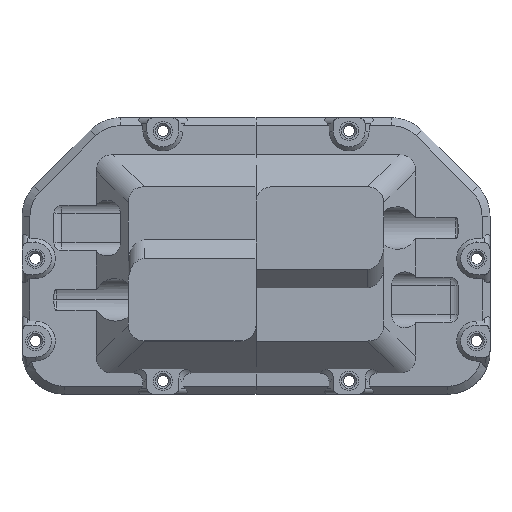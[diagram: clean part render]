
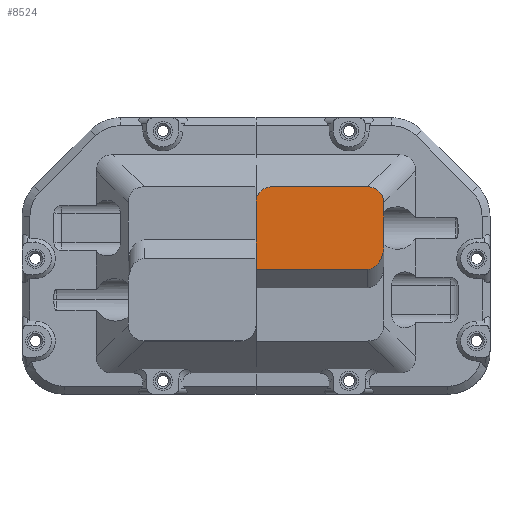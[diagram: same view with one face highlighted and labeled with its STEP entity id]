
A CAD part, top view. The second image highlights one B-rep face of the part: STEP entity #8524.
In plain terms, the highlighted planar face has unit normal (0, 0, 1).
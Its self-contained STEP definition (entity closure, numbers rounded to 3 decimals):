
#7720=CARTESIAN_POINT('',(0.,-5.,121.));
#7721=VERTEX_POINT('',#7720);
#7722=CARTESIAN_POINT('',(0.,20.,121.));
#7723=VERTEX_POINT('',#7722);
#7724=CARTESIAN_POINT('',(0.,-5.,121.));
#7725=DIRECTION('',(0.,1.,0.));
#7726=VECTOR('',#7725,25.);
#7727=LINE('',#7724,#7726);
#7728=EDGE_CURVE('',#7721,#7723,#7727,.T.);
#8467=CARTESIAN_POINT('',(48.,-18.,121.));
#8468=DIRECTION('',(0.,-0.,1.));
#8469=DIRECTION('',(0.,-1.,-0.));
#8470=AXIS2_PLACEMENT_3D('',#8467,#8468,#8469);
#8471=PLANE('',#8470);
#8472=CARTESIAN_POINT('',(42.,26.,121.));
#8473=VERTEX_POINT('',#8472);
#8474=CARTESIAN_POINT('',(6.,26.,121.));
#8475=VERTEX_POINT('',#8474);
#8476=CARTESIAN_POINT('',(42.,26.,121.));
#8477=DIRECTION('',(-1.,0.,0.));
#8478=VECTOR('',#8477,36.);
#8479=LINE('',#8476,#8478);
#8480=EDGE_CURVE('',#8473,#8475,#8479,.T.);
#8481=ORIENTED_EDGE('',*,*,#8480,.T.);
#8482=CARTESIAN_POINT('',(6.,20.,121.));
#8483=DIRECTION('',(0.,-0.,1.));
#8484=DIRECTION('',(0.,-1.,-0.));
#8485=AXIS2_PLACEMENT_3D('',#8482,#8483,#8484);
#8486=CIRCLE('',#8485,6.);
#8487=EDGE_CURVE('',#8475,#7723,#8486,.T.);
#8488=ORIENTED_EDGE('',*,*,#8487,.T.);
#8489=ORIENTED_EDGE('',*,*,#7728,.F.);
#8490=CARTESIAN_POINT('',(42.,-5.,121.));
#8491=VERTEX_POINT('',#8490);
#8492=CARTESIAN_POINT('',(42.,-5.,121.));
#8493=DIRECTION('',(-1.,0.,0.));
#8494=VECTOR('',#8493,42.);
#8495=LINE('',#8492,#8494);
#8496=EDGE_CURVE('',#8491,#7721,#8495,.T.);
#8497=ORIENTED_EDGE('',*,*,#8496,.F.);
#8498=CARTESIAN_POINT('',(48.,3.485,121.));
#8499=VERTEX_POINT('',#8498);
#8500=CARTESIAN_POINT('',(42.,3.485,121.));
#8501=DIRECTION('',(0.,-0.,1.));
#8502=DIRECTION('',(0.,1.,0.));
#8503=AXIS2_PLACEMENT_3D('',#8500,#8501,#8502);
#8504=ELLIPSE('',#8503,8.485,6.);
#8505=EDGE_CURVE('',#8491,#8499,#8504,.T.);
#8506=ORIENTED_EDGE('',*,*,#8505,.T.);
#8507=CARTESIAN_POINT('',(48.,20.,121.));
#8508=VERTEX_POINT('',#8507);
#8509=CARTESIAN_POINT('',(48.,3.485,121.));
#8510=DIRECTION('',(0.,1.,0.));
#8511=VECTOR('',#8510,16.515);
#8512=LINE('',#8509,#8511);
#8513=EDGE_CURVE('',#8499,#8508,#8512,.T.);
#8514=ORIENTED_EDGE('',*,*,#8513,.T.);
#8515=CARTESIAN_POINT('',(42.,20.,121.));
#8516=DIRECTION('',(0.,-0.,1.));
#8517=DIRECTION('',(0.,-1.,-0.));
#8518=AXIS2_PLACEMENT_3D('',#8515,#8516,#8517);
#8519=CIRCLE('',#8518,6.);
#8520=EDGE_CURVE('',#8508,#8473,#8519,.T.);
#8521=ORIENTED_EDGE('',*,*,#8520,.T.);
#8522=EDGE_LOOP('',(#8481,#8488,#8489,#8497,#8506,#8514,#8521));
#8523=FACE_BOUND('',#8522,.T.);
#8524=ADVANCED_FACE('',(#8523),#8471,.T.);
